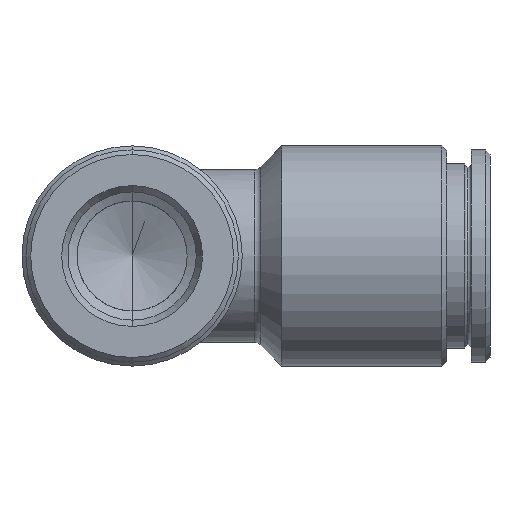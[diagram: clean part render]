
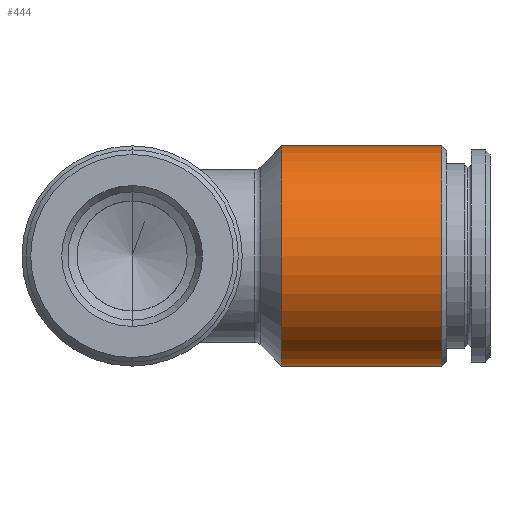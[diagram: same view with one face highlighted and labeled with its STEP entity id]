
A CAD part, front view. The second image highlights one B-rep face of the part: STEP entity #444.
In plain terms, the highlighted cylindrical face has radius 7 mm (diameter 14 mm), a partial arc.
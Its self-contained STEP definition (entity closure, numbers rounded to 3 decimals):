
#343 = ORIENTED_EDGE ( 'NONE', *, *, #348, .T. ) ;
#348 = EDGE_CURVE ( 'NONE', #2557, #2562, #1288, .T. ) ;
#349 = ORIENTED_EDGE ( 'NONE', *, *, #2660, .T. ) ;
#398 = ORIENTED_EDGE ( 'NONE', *, *, #2664, .F. ) ;
#444 = ADVANCED_FACE ( 'NONE', ( #1279 ), #1286, .T. ) ;
#453 = EDGE_LOOP ( 'NONE', ( #398, #343, #349, #583 ) ) ;
#583 = ORIENTED_EDGE ( 'NONE', *, *, #948, .T. ) ;
#948 = EDGE_CURVE ( 'NONE', #2548, #2547, #1859, .T. ) ;
#1240 = DIRECTION ( 'NONE',  ( 0., 0., 1. ) ) ;
#1241 = DIRECTION ( 'NONE',  ( -1., 0., 0. ) ) ;
#1276 = CARTESIAN_POINT ( 'NONE',  ( 0., 0., 0. ) ) ;
#1277 = AXIS2_PLACEMENT_3D ( 'NONE', #1276, #1241, #1240 ) ;
#1279 = FACE_OUTER_BOUND ( 'NONE', #453, .T. ) ;
#1285 = DIRECTION ( 'NONE',  ( 0., 0., 1. ) ) ;
#1286 = CYLINDRICAL_SURFACE ( 'NONE', #1277, 7. ) ;
#1287 = DIRECTION ( 'NONE',  ( -1., 0., 0. ) ) ;
#1288 = CIRCLE ( 'NONE', #1301, 7. ) ;
#1295 = CARTESIAN_POINT ( 'NONE',  ( 19.7, 0., 0. ) ) ;
#1301 = AXIS2_PLACEMENT_3D ( 'NONE', #1295, #1287, #1285 ) ;
#1373 = CARTESIAN_POINT ( 'NONE',  ( 9.5, 0., -7. ) ) ;
#1376 = CARTESIAN_POINT ( 'NONE',  ( 9.5, 0., 7. ) ) ;
#1397 = CARTESIAN_POINT ( 'NONE',  ( 19.7, 0., -7. ) ) ;
#1464 = CARTESIAN_POINT ( 'NONE',  ( 19.7, 0., 7. ) ) ;
#1502 = LINE ( 'NONE', #1589, #1588 ) ;
#1527 = DIRECTION ( 'NONE',  ( -1., 0., 0. ) ) ;
#1528 = VECTOR ( 'NONE', #1527, 1000. ) ;
#1529 = CARTESIAN_POINT ( 'NONE',  ( 0., 0., -7. ) ) ;
#1530 = LINE ( 'NONE', #1529, #1528 ) ;
#1587 = DIRECTION ( 'NONE',  ( -1., 0., 0. ) ) ;
#1588 = VECTOR ( 'NONE', #1587, 1000. ) ;
#1589 = CARTESIAN_POINT ( 'NONE',  ( 0., 0., 7. ) ) ;
#1859 = CIRCLE ( 'NONE', #1865, 7. ) ;
#1862 = DIRECTION ( 'NONE',  ( 0., 0., -1. ) ) ;
#1863 = DIRECTION ( 'NONE',  ( 1., 0., 0. ) ) ;
#1864 = CARTESIAN_POINT ( 'NONE',  ( 9.5, 0., 0. ) ) ;
#1865 = AXIS2_PLACEMENT_3D ( 'NONE', #1864, #1863, #1862 ) ;
#2547 = VERTEX_POINT ( 'NONE', #1373 ) ;
#2548 = VERTEX_POINT ( 'NONE', #1376 ) ;
#2557 = VERTEX_POINT ( 'NONE', #1397 ) ;
#2562 = VERTEX_POINT ( 'NONE', #1464 ) ;
#2660 = EDGE_CURVE ( 'NONE', #2562, #2548, #1502, .T. ) ;
#2664 = EDGE_CURVE ( 'NONE', #2557, #2547, #1530, .T. ) ;
